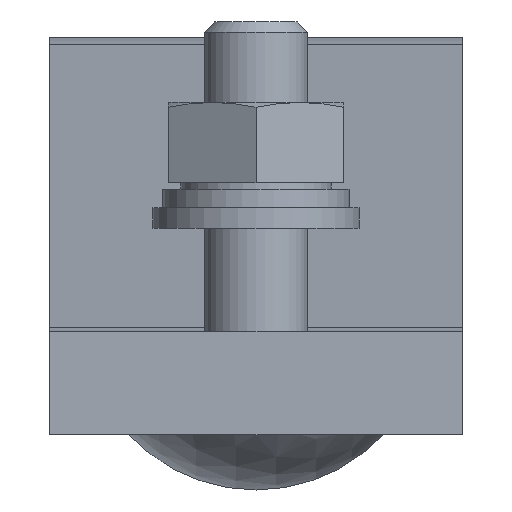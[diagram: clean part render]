
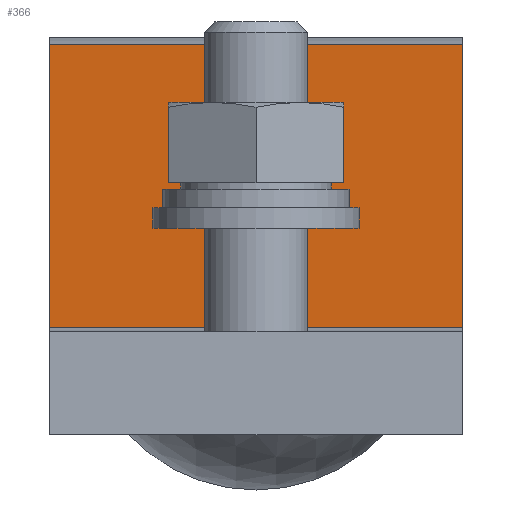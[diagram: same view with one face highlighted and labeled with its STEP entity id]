
A CAD part, front view. The second image highlights one B-rep face of the part: STEP entity #366.
In plain terms, the highlighted planar face has unit normal (0, -0.259, 0.966).
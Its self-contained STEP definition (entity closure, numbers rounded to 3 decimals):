
#366=ADVANCED_FACE('',(#676),#677,.T.);
#676=FACE_OUTER_BOUND('',#968,.T.);
#677=PLANE('',#969);
#968=EDGE_LOOP('',(#1587,#1588,#1589,#1590));
#969=AXIS2_PLACEMENT_3D('',#1591,#1592,#1593);
#1587=ORIENTED_EDGE('',*,*,#1956,.F.);
#1588=ORIENTED_EDGE('',*,*,#2003,.F.);
#1589=ORIENTED_EDGE('',*,*,#1965,.T.);
#1590=ORIENTED_EDGE('',*,*,#2001,.T.);
#1591=CARTESIAN_POINT('',(0.0,262.412,43.539));
#1592=DIRECTION('',(0.,-0.259,0.966));
#1593=DIRECTION('',(1.0,0.,0.));
#1956=EDGE_CURVE('',#2311,#2321,#2322,.T.);
#1965=EDGE_CURVE('',#2300,#2326,#2335,.T.);
#2001=EDGE_CURVE('',#2326,#2321,#2393,.T.);
#2003=EDGE_CURVE('',#2300,#2311,#2395,.T.);
#2300=VERTEX_POINT('',#2887);
#2311=VERTEX_POINT('',#2902);
#2321=VERTEX_POINT('',#2915);
#2322=LINE('',#2916,#2917);
#2326=VERTEX_POINT('',#2922);
#2335=LINE('',#2934,#2935);
#2393=LINE('',#3020,#3021);
#2395=LINE('',#3023,#3024);
#2887=CARTESIAN_POINT('',(0.0,261.14,43.199));
#2902=CARTESIAN_POINT('',(40.0,261.14,43.199));
#2915=CARTESIAN_POINT('',(40.0,158.592,15.721));
#2916=CARTESIAN_POINT('',(40.0,262.412,43.539));
#2917=VECTOR('',#3331,1000.0);
#2922=CARTESIAN_POINT('',(0.,158.592,15.721));
#2934=CARTESIAN_POINT('',(0.0,262.412,43.539));
#2935=VECTOR('',#3342,1000.0);
#3020=CARTESIAN_POINT('',(0.,158.592,15.721));
#3021=VECTOR('',#3376,1000.0);
#3023=CARTESIAN_POINT('',(0.0,261.14,43.199));
#3024=VECTOR('',#3377,1000.0);
#3331=DIRECTION('',(0.,-0.966,-0.259));
#3342=DIRECTION('',(0.,-0.966,-0.259));
#3376=DIRECTION('',(1.0,0.,0.));
#3377=DIRECTION('',(1.0,0.,0.));
